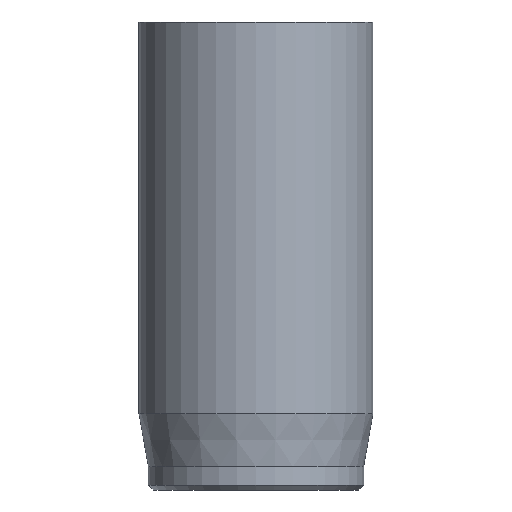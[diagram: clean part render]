
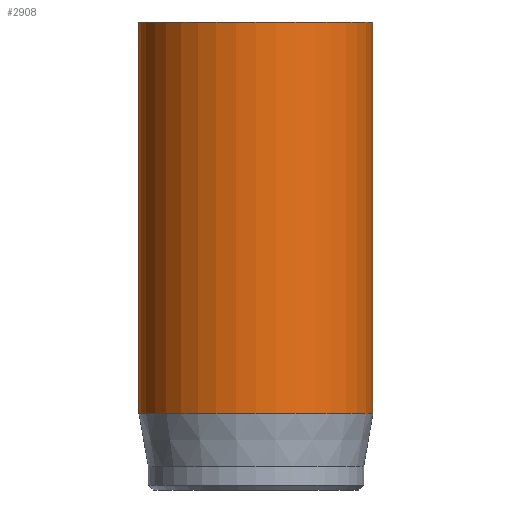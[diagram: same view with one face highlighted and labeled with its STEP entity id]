
A CAD part, front view. The second image highlights one B-rep face of the part: STEP entity #2908.
In plain terms, the highlighted cylindrical face has radius 5 mm (diameter 10 mm), a full revolution.
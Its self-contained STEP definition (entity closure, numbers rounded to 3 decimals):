
#32=CYLINDRICAL_SURFACE('',#3046,5.);
#47=CIRCLE('',#3014,5.);
#63=CIRCLE('',#3044,5.);
#64=CIRCLE('',#3045,5.);
#283=FACE_OUTER_BOUND('',#460,.T.);
#460=EDGE_LOOP('',(#2556,#2557,#2558,#2559,#2560));
#649=LINE('',#5605,#846);
#846=VECTOR('',#3380,5.);
#1315=VERTEX_POINT('',#5545);
#1331=VERTEX_POINT('',#5599);
#1332=VERTEX_POINT('',#5600);
#1722=EDGE_CURVE('',#1315,#1315,#47,.T.);
#1746=EDGE_CURVE('',#1331,#1332,#63,.T.);
#1747=EDGE_CURVE('',#1332,#1331,#64,.T.);
#1749=EDGE_CURVE('',#1315,#1331,#649,.T.);
#2556=ORIENTED_EDGE('',*,*,#1722,.T.);
#2557=ORIENTED_EDGE('',*,*,#1749,.T.);
#2558=ORIENTED_EDGE('',*,*,#1746,.T.);
#2559=ORIENTED_EDGE('',*,*,#1747,.T.);
#2560=ORIENTED_EDGE('',*,*,#1749,.F.);
#2908=ADVANCED_FACE('',(#283),#32,.T.);
#3014=AXIS2_PLACEMENT_3D('',#5546,#3305,#3306);
#3044=AXIS2_PLACEMENT_3D('',#5601,#3373,#3374);
#3045=AXIS2_PLACEMENT_3D('',#5602,#3375,#3376);
#3046=AXIS2_PLACEMENT_3D('',#5604,#3378,#3379);
#3305=DIRECTION('center_axis',(0.,0.,-1.));
#3306=DIRECTION('ref_axis',(-1.,0.,0.));
#3373=DIRECTION('center_axis',(0.,0.,1.));
#3374=DIRECTION('ref_axis',(-1.,0.,0.));
#3375=DIRECTION('center_axis',(0.,0.,1.));
#3376=DIRECTION('ref_axis',(-1.,0.,0.));
#3378=DIRECTION('center_axis',(0.,0.,1.));
#3379=DIRECTION('ref_axis',(-1.,0.,0.));
#3380=DIRECTION('',(0.,0.,-1.));
#5545=CARTESIAN_POINT('',(5.,0.,20.));
#5546=CARTESIAN_POINT('Origin',(0.,0.,20.));
#5599=CARTESIAN_POINT('',(5.,0.,3.269));
#5600=CARTESIAN_POINT('',(-5.,0.,3.269));
#5601=CARTESIAN_POINT('Origin',(0.,0.,3.269));
#5602=CARTESIAN_POINT('Origin',(0.,0.,3.269));
#5604=CARTESIAN_POINT('Origin',(0.,0.,0.));
#5605=CARTESIAN_POINT('',(5.,0.,0.));
